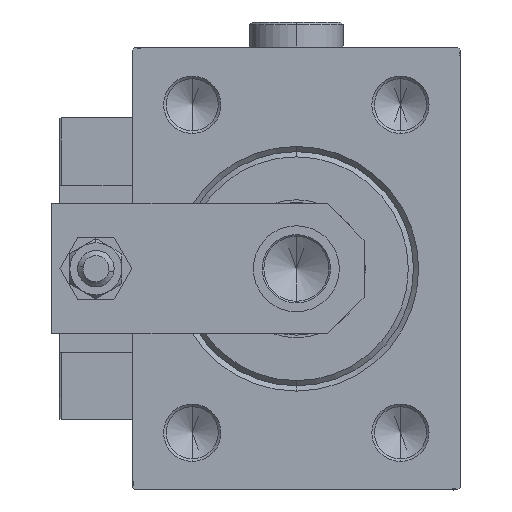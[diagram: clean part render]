
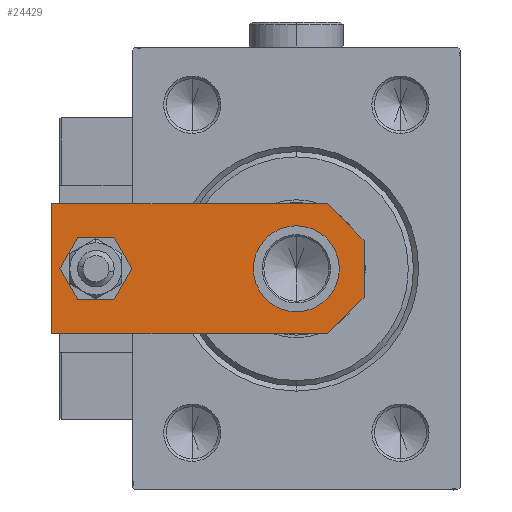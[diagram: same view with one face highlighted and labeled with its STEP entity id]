
A CAD part, left-side view. The second image highlights one B-rep face of the part: STEP entity #24429.
In plain terms, the highlighted face is planar.
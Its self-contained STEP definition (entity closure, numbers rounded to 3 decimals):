
#33 = ORIENTED_EDGE ( 'NONE', *, *, #29347, .T. ) ;
#186 = VERTEX_POINT ( 'NONE', #19594 ) ;
#626 = DIRECTION ( 'NONE',  ( 0.707, -0.707, 0. ) ) ;
#738 = CARTESIAN_POINT ( 'NONE',  ( 12.5, 7., 6. ) ) ;
#1765 = EDGE_CURVE ( 'NONE', #11887, #27598, #10624, .T. ) ;
#2474 = FACE_BOUND ( 'NONE', #43206, .T. ) ;
#2716 = VECTOR ( 'NONE', #6089, 1000. ) ;
#4539 = AXIS2_PLACEMENT_3D ( 'NONE', #41142, #36623, #19884 ) ;
#5834 = CARTESIAN_POINT ( 'NONE',  ( -8.25, 13., 6. ) ) ;
#6056 = AXIS2_PLACEMENT_3D ( 'NONE', #6196, #17638, #34631 ) ;
#6089 = DIRECTION ( 'NONE',  ( 1., 0., 0. ) ) ;
#6196 = CARTESIAN_POINT ( 'NONE',  ( 0., 0., 6. ) ) ;
#6459 = AXIS2_PLACEMENT_3D ( 'NONE', #28654, #40880, #24669 ) ;
#7853 = VERTEX_POINT ( 'NONE', #738 ) ;
#8027 = LINE ( 'NONE', #49232, #23101 ) ;
#9376 = LINE ( 'NONE', #48738, #49332 ) ;
#9646 = AXIS2_PLACEMENT_3D ( 'NONE', #17738, #9765, #38461 ) ;
#9765 = DIRECTION ( 'NONE',  ( 0., 0., 1. ) ) ;
#10624 = LINE ( 'NONE', #27640, #41504 ) ;
#11887 = VERTEX_POINT ( 'NONE', #49073 ) ;
#12047 = ORIENTED_EDGE ( 'NONE', *, *, #43304, .T. ) ;
#13030 = CIRCLE ( 'NONE', #4539, 4. ) ;
#15173 = VERTEX_POINT ( 'NONE', #34715 ) ;
#16334 = EDGE_CURVE ( 'NONE', #45820, #37231, #50393, .T. ) ;
#17272 = CARTESIAN_POINT ( 'NONE',  ( -12.5, 0., 6. ) ) ;
#17638 = DIRECTION ( 'NONE',  ( 0., 0., 1. ) ) ;
#17738 = CARTESIAN_POINT ( 'NONE',  ( 0., 13., 6. ) ) ;
#19550 = EDGE_CURVE ( 'NONE', #37549, #20966, #41275, .T. ) ;
#19594 = CARTESIAN_POINT ( 'NONE',  ( -12.5, 7., 6. ) ) ;
#19884 = DIRECTION ( 'NONE',  ( 1., 0., 0. ) ) ;
#20170 = VECTOR ( 'NONE', #48412, 1000. ) ;
#20966 = VERTEX_POINT ( 'NONE', #41829 ) ;
#21096 = CARTESIAN_POINT ( 'NONE',  ( -2.75, -2.75, 6. ) ) ;
#21211 = CARTESIAN_POINT ( 'NONE',  ( -5.5, 0., 6. ) ) ;
#21284 = EDGE_LOOP ( 'NONE', ( #47578, #39075 ) ) ;
#22272 = ORIENTED_EDGE ( 'NONE', *, *, #1765, .T. ) ;
#22948 = ORIENTED_EDGE ( 'NONE', *, *, #29278, .T. ) ;
#23101 = VECTOR ( 'NONE', #44990, 1000. ) ;
#23164 = DIRECTION ( 'NONE',  ( 1., 0., 0. ) ) ;
#24429 = ADVANCED_FACE ( 'NONE', ( #42880, #37845, #2474 ), #34376, .T. ) ;
#24669 = DIRECTION ( 'NONE',  ( 1., 0., 0. ) ) ;
#26300 = LINE ( 'NONE', #17272, #2716 ) ;
#26622 = EDGE_CURVE ( 'NONE', #27598, #186, #9376, .T. ) ;
#27598 = VERTEX_POINT ( 'NONE', #31555 ) ;
#27640 = CARTESIAN_POINT ( 'NONE',  ( 12.5, 60., 6. ) ) ;
#28654 = CARTESIAN_POINT ( 'NONE',  ( 0., 51.5, 6. ) ) ;
#29278 = EDGE_CURVE ( 'NONE', #46212, #15173, #26300, .T. ) ;
#29347 = EDGE_CURVE ( 'NONE', #7853, #11887, #8027, .T. ) ;
#30169 = ORIENTED_EDGE ( 'NONE', *, *, #43712, .T. ) ;
#31555 = CARTESIAN_POINT ( 'NONE',  ( -12.5, 60., 6. ) ) ;
#31807 = EDGE_CURVE ( 'NONE', #20966, #37549, #13030, .T. ) ;
#32201 = LINE ( 'NONE', #41500, #20170 ) ;
#34376 = PLANE ( 'NONE',  #6056 ) ;
#34631 = DIRECTION ( 'NONE',  ( 1., 0., 0. ) ) ;
#34715 = CARTESIAN_POINT ( 'NONE',  ( 5.5, 0., 6. ) ) ;
#34763 = ORIENTED_EDGE ( 'NONE', *, *, #50886, .F. ) ;
#35420 = VECTOR ( 'NONE', #626, 1000. ) ;
#35641 = DIRECTION ( 'NONE',  ( 0., 0., 1. ) ) ;
#36508 = LINE ( 'NONE', #21096, #35420 ) ;
#36623 = DIRECTION ( 'NONE',  ( 0., 0., 1. ) ) ;
#37231 = VERTEX_POINT ( 'NONE', #47123 ) ;
#37549 = VERTEX_POINT ( 'NONE', #39870 ) ;
#37845 = FACE_OUTER_BOUND ( 'NONE', #48287, .T. ) ;
#38461 = DIRECTION ( 'NONE',  ( 1., 0., 0. ) ) ;
#38683 = AXIS2_PLACEMENT_3D ( 'NONE', #47361, #35641, #23164 ) ;
#39075 = ORIENTED_EDGE ( 'NONE', *, *, #19550, .F. ) ;
#39870 = CARTESIAN_POINT ( 'NONE',  ( 4., 51.5, 6. ) ) ;
#40880 = DIRECTION ( 'NONE',  ( 0., 0., 1. ) ) ;
#41142 = CARTESIAN_POINT ( 'NONE',  ( 0., 51.5, 6. ) ) ;
#41275 = CIRCLE ( 'NONE', #6459, 4. ) ;
#41500 = CARTESIAN_POINT ( 'NONE',  ( 2.75, -2.75, 6. ) ) ;
#41504 = VECTOR ( 'NONE', #51565, 1000. ) ;
#41829 = CARTESIAN_POINT ( 'NONE',  ( -4., 51.5, 6. ) ) ;
#42880 = FACE_BOUND ( 'NONE', #21284, .T. ) ;
#43206 = EDGE_LOOP ( 'NONE', ( #49282, #34763 ) ) ;
#43304 = EDGE_CURVE ( 'NONE', #186, #46212, #36508, .T. ) ;
#43712 = EDGE_CURVE ( 'NONE', #15173, #7853, #32201, .T. ) ;
#44990 = DIRECTION ( 'NONE',  ( 0., 1., 0. ) ) ;
#45292 = DIRECTION ( 'NONE',  ( 0., -1., 0. ) ) ;
#45820 = VERTEX_POINT ( 'NONE', #5834 ) ;
#46212 = VERTEX_POINT ( 'NONE', #21211 ) ;
#47123 = CARTESIAN_POINT ( 'NONE',  ( 8.25, 13., 6. ) ) ;
#47361 = CARTESIAN_POINT ( 'NONE',  ( 0., 13., 6. ) ) ;
#47578 = ORIENTED_EDGE ( 'NONE', *, *, #31807, .F. ) ;
#48287 = EDGE_LOOP ( 'NONE', ( #50314, #12047, #22948, #30169, #33, #22272 ) ) ;
#48412 = DIRECTION ( 'NONE',  ( 0.707, 0.707, 0. ) ) ;
#48738 = CARTESIAN_POINT ( 'NONE',  ( -12.5, 60., 6. ) ) ;
#49073 = CARTESIAN_POINT ( 'NONE',  ( 12.5, 60., 6. ) ) ;
#49232 = CARTESIAN_POINT ( 'NONE',  ( 12.5, 0., 6. ) ) ;
#49282 = ORIENTED_EDGE ( 'NONE', *, *, #16334, .F. ) ;
#49332 = VECTOR ( 'NONE', #45292, 1000. ) ;
#50314 = ORIENTED_EDGE ( 'NONE', *, *, #26622, .T. ) ;
#50393 = CIRCLE ( 'NONE', #9646, 8.25 ) ;
#50886 = EDGE_CURVE ( 'NONE', #37231, #45820, #52289, .T. ) ;
#51565 = DIRECTION ( 'NONE',  ( -1., 0., 0. ) ) ;
#52289 = CIRCLE ( 'NONE', #38683, 8.25 ) ;
